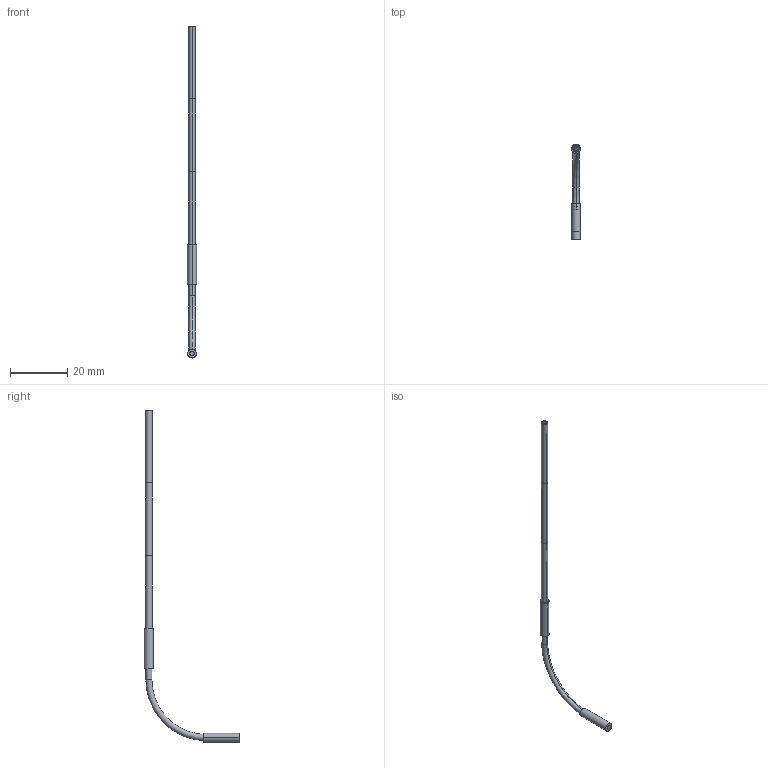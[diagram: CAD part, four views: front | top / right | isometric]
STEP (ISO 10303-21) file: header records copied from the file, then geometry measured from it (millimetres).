
FILE_DESCRIPTION((''),'2;1');
FILE_NAME('191558_ASM','2016-02-16T',('pdmadmin'),(''),'PRO/ENGINEER BY PARAMETRIC TECHNOLOGY CORPORATION, 2013230','PRO/ENGINEER BY PARAMETRIC TECHNOLOGY CORPORATION, 2013230','');
FILE_SCHEMA(('CONFIG_CONTROL_DESIGN'));
Length unit declared in the file: inch
Products named in the file (7): 39400_AF0; 39402_AF0; 39944_AF0; FIBER_CORE_060; 39681; 71130_ASM; 191558_ASM
Assembly tree (8 placements, depth 3):
  191558_ASM
    71130_ASM
      39400_AF0
      39402_AF0
      39944_AF0
      FIBER_CORE_060
      39681  x3
Bounding box: 3.17 x 33.23 x 115.79 mm (x, y, z)
Volume: 325.5 mm3; surface area: 1913.7 mm2
Topology: 7 solids, 7 shells, 60 faces, 118 edges, 72 vertices
Faces by surface type: cylinder 36, plane 14, cone 6, torus 4
Entity records: 1480 total; most frequent: DIRECTION 294, CARTESIAN_POINT 220, ORIENTED_EDGE 188, AXIS2_PLACEMENT_3D 130, EDGE_CURVE 94, CIRCLE 60, VERTEX_POINT 56, EDGE_LOOP 56
